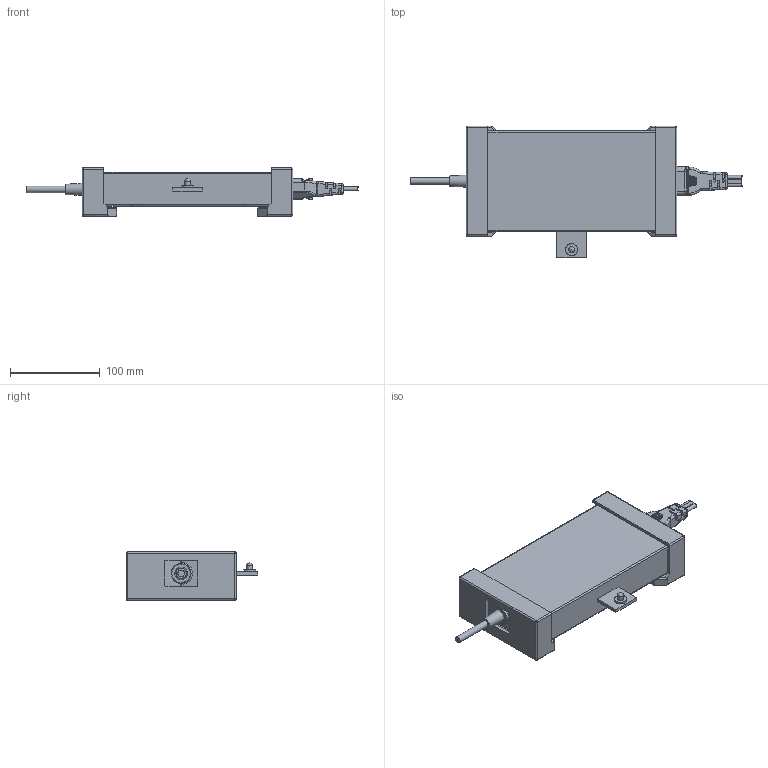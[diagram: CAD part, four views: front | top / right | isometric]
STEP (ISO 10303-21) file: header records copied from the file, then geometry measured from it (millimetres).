
FILE_DESCRIPTION(('FreeCAD Model'),'2;1');
FILE_NAME('Open CASCADE Shape Model','2025-04-30T08:17:04',('FreeCAD'),( 'FreeCAD'),'Open CASCADE STEP processor 7.6','FreeCAD','Unknown');
FILE_SCHEMA(('AUTOMOTIVE_DESIGN { 1 0 10303 214 1 1 1 1 }'));
Length unit declared in the file: millimetre
Products named in the file (1): Open CASCADE STEP translator 7.6 1
Bounding box: 369 x 146.47 x 53.61 mm (x, y, z)
Volume: 1085723.6 mm3; surface area: 159132.1 mm2
Topology: 14 solids, 14 shells, 681 faces, 1644 edges, 1009 vertices
Faces by surface type: bspline 681
Entity records: 20290 total; most frequent: CARTESIAN_POINT 10887, ORIENTED_EDGE 3266, EDGE_CURVE 1633, VERTEX_POINT 1009, B_SPLINE_CURVE_WITH_KNOTS 986, FACE_BOUND 736, EDGE_LOOP 736, ADVANCED_FACE 681
